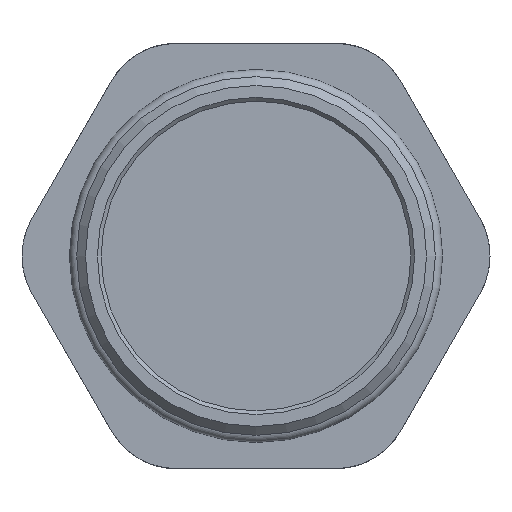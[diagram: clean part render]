
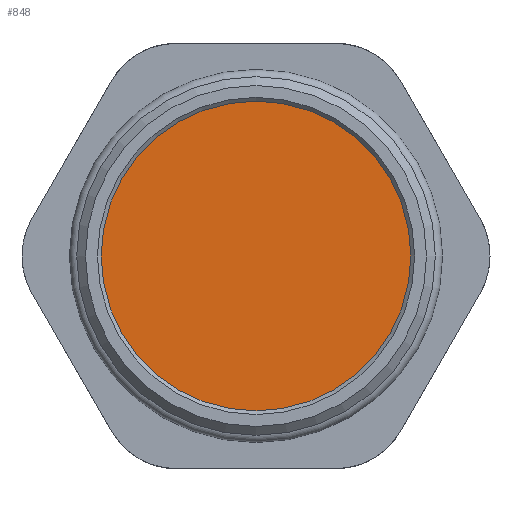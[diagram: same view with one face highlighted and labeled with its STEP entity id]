
A CAD part, front view. The second image highlights one B-rep face of the part: STEP entity #848.
In plain terms, the highlighted planar face has unit normal (0, -1, 0).
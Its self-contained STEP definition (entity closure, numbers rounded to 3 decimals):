
#185=FACE_OUTER_BOUND('',#239,.T.);
#239=EDGE_LOOP('',(#563));
#298=CIRCLE('',#926,20.75);
#344=VERTEX_POINT('',#1272);
#430=EDGE_CURVE('',#344,#344,#298,.T.);
#563=ORIENTED_EDGE('',*,*,#430,.T.);
#829=PLANE('',#925);
#848=ADVANCED_FACE('',(#185),#829,.F.);
#925=AXIS2_PLACEMENT_3D('',#1271,#1027,#1028);
#926=AXIS2_PLACEMENT_3D('',#1273,#1029,#1030);
#1027=DIRECTION('center_axis',(0.,1.,0.));
#1028=DIRECTION('ref_axis',(0.,0.,1.));
#1029=DIRECTION('center_axis',(0.,-1.,0.));
#1030=DIRECTION('ref_axis',(-1.,0.,0.));
#1271=CARTESIAN_POINT('Origin',(0.,10.323,0.));
#1272=CARTESIAN_POINT('',(20.75,10.323,0.));
#1273=CARTESIAN_POINT('Origin',(0.,10.323,0.));
